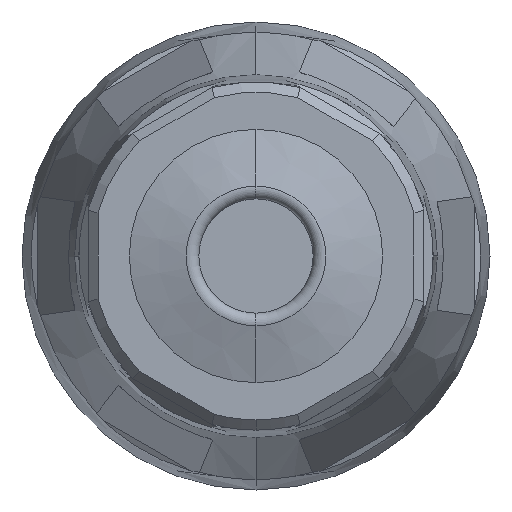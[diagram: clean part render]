
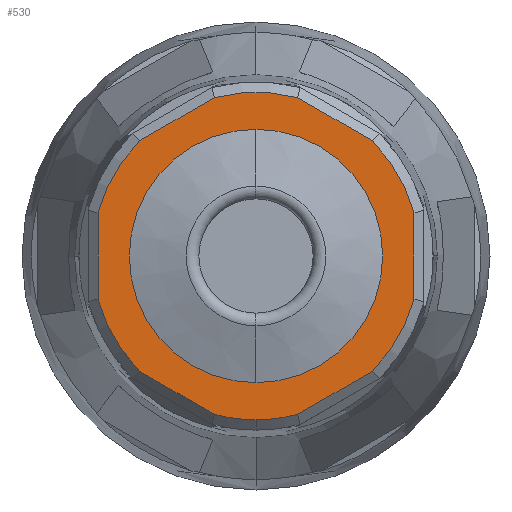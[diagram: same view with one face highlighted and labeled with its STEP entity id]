
A CAD part, left-side view. The second image highlights one B-rep face of the part: STEP entity #530.
In plain terms, the highlighted planar face has unit normal (-1, 0, 0).
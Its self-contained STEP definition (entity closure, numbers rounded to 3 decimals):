
#17 = AXIS2_PLACEMENT_3D ( 'NONE', #1550, #3839, #1883 ) ;
#53 = ORIENTED_EDGE ( 'NONE', *, *, #1349, .T. ) ;
#61 = ORIENTED_EDGE ( 'NONE', *, *, #392, .T. ) ;
#68 = VERTEX_POINT ( 'NONE', #4088 ) ;
#104 = VERTEX_POINT ( 'NONE', #524 ) ;
#112 = VERTEX_POINT ( 'NONE', #3147 ) ;
#161 = CARTESIAN_POINT ( 'NONE',  ( -47.7, 11.699, -11.606 ) ) ;
#196 = CIRCLE ( 'NONE', #299, 16.479 ) ;
#237 = ORIENTED_EDGE ( 'NONE', *, *, #2211, .T. ) ;
#257 = CIRCLE ( 'NONE', #2157, 16.479 ) ;
#261 = CARTESIAN_POINT ( 'NONE',  ( -47.7, 15.9, -4.543 ) ) ;
#275 = ORIENTED_EDGE ( 'NONE', *, *, #2059, .T. ) ;
#281 = VERTEX_POINT ( 'NONE', #2917 ) ;
#299 = AXIS2_PLACEMENT_3D ( 'NONE', #669, #2468, #532 ) ;
#314 = FACE_OUTER_BOUND ( 'NONE', #533, .T. ) ;
#320 = DIRECTION ( 'NONE',  ( -1., 0., 0. ) ) ;
#335 = ORIENTED_EDGE ( 'NONE', *, *, #3460, .F. ) ;
#353 = VECTOR ( 'NONE', #3518, 1000. ) ;
#357 = CARTESIAN_POINT ( 'NONE',  ( -47.7, 0., -12.75 ) ) ;
#359 = LINE ( 'NONE', #2466, #2844 ) ;
#392 = EDGE_CURVE ( 'NONE', #3579, #1346, #1459, .T. ) ;
#398 = VERTEX_POINT ( 'NONE', #2663 ) ;
#524 = CARTESIAN_POINT ( 'NONE',  ( -47.7, -11.699, 11.606 ) ) ;
#530 = ADVANCED_FACE ( 'NONE', ( #314, #3660 ), #547, .T. ) ;
#532 = DIRECTION ( 'NONE',  ( 0., 0., 1. ) ) ;
#533 = EDGE_LOOP ( 'NONE', ( #3619, #2036, #3717, #275, #53, #61, #2735, #2687, #2520, #237, #3211, #1544, #1033 ) ) ;
#545 = CARTESIAN_POINT ( 'NONE',  ( -47.7, 4.201, -15.934 ) ) ;
#547 = PLANE ( 'NONE',  #3684 ) ;
#564 = CIRCLE ( 'NONE', #17, 16.479 ) ;
#622 = CARTESIAN_POINT ( 'NONE',  ( -47.7, -11.699, -11.606 ) ) ;
#669 = CARTESIAN_POINT ( 'NONE',  ( -47.7, 0., 0. ) ) ;
#733 = CARTESIAN_POINT ( 'NONE',  ( -47.7, 0., 0. ) ) ;
#814 = AXIS2_PLACEMENT_3D ( 'NONE', #3292, #1354, #3630 ) ;
#850 = VERTEX_POINT ( 'NONE', #161 ) ;
#875 = DIRECTION ( 'NONE',  ( -1., 0., 0. ) ) ;
#892 = CARTESIAN_POINT ( 'NONE',  ( -47.7, 4.016, -16.041 ) ) ;
#917 = VERTEX_POINT ( 'NONE', #545 ) ;
#924 = CARTESIAN_POINT ( 'NONE',  ( -47.7, 11.699, 11.606 ) ) ;
#946 = AXIS2_PLACEMENT_3D ( 'NONE', #733, #2970, #1041 ) ;
#966 = DIRECTION ( 'NONE',  ( -1., 0., 0. ) ) ;
#994 = VERTEX_POINT ( 'NONE', #924 ) ;
#1033 = ORIENTED_EDGE ( 'NONE', *, *, #1082, .T. ) ;
#1041 = DIRECTION ( 'NONE',  ( 0., 0., 1. ) ) ;
#1058 = EDGE_LOOP ( 'NONE', ( #2633, #335 ) ) ;
#1082 = EDGE_CURVE ( 'NONE', #281, #850, #2115, .T. ) ;
#1202 = CARTESIAN_POINT ( 'NONE',  ( -47.7, 0., 0. ) ) ;
#1223 = LINE ( 'NONE', #261, #353 ) ;
#1317 = DIRECTION ( 'NONE',  ( -1., 0., 0. ) ) ;
#1337 = VERTEX_POINT ( 'NONE', #2505 ) ;
#1346 = VERTEX_POINT ( 'NONE', #4147 ) ;
#1349 = EDGE_CURVE ( 'NONE', #3631, #3579, #564, .T. ) ;
#1354 = DIRECTION ( 'NONE',  ( -1., 0., 0. ) ) ;
#1386 = EDGE_CURVE ( 'NONE', #2490, #281, #1223, .T. ) ;
#1399 = VECTOR ( 'NONE', #1864, 1000. ) ;
#1408 = CIRCLE ( 'NONE', #4162, 16.479 ) ;
#1459 = LINE ( 'NONE', #2971, #3975 ) ;
#1491 = DIRECTION ( 'NONE',  ( 0., 0.866, 0.5 ) ) ;
#1512 = DIRECTION ( 'NONE',  ( 0., 0., 1. ) ) ;
#1544 = ORIENTED_EDGE ( 'NONE', *, *, #1386, .T. ) ;
#1550 = CARTESIAN_POINT ( 'NONE',  ( -47.7, 0., 0. ) ) ;
#1651 = DIRECTION ( 'NONE',  ( -1., 0., 0. ) ) ;
#1655 = VECTOR ( 'NONE', #2493, 1000. ) ;
#1675 = EDGE_CURVE ( 'NONE', #994, #2490, #196, .T. ) ;
#1741 = CARTESIAN_POINT ( 'NONE',  ( -47.7, -11.884, -11.498 ) ) ;
#1864 = DIRECTION ( 'NONE',  ( 0., 0.866, -0.5 ) ) ;
#1883 = DIRECTION ( 'NONE',  ( 0., 0., 1. ) ) ;
#1944 = EDGE_CURVE ( 'NONE', #2691, #398, #257, .T. ) ;
#1979 = VERTEX_POINT ( 'NONE', #357 ) ;
#2036 = ORIENTED_EDGE ( 'NONE', *, *, #3008, .T. ) ;
#2059 = EDGE_CURVE ( 'NONE', #398, #3631, #2323, .T. ) ;
#2070 = DIRECTION ( 'NONE',  ( 0., -0.866, 0.5 ) ) ;
#2115 = CIRCLE ( 'NONE', #3429, 16.479 ) ;
#2157 = AXIS2_PLACEMENT_3D ( 'NONE', #3614, #1651, #3947 ) ;
#2211 = EDGE_CURVE ( 'NONE', #68, #994, #4008, .T. ) ;
#2230 = CIRCLE ( 'NONE', #2730, 16.479 ) ;
#2258 = CARTESIAN_POINT ( 'NONE',  ( -47.7, 0., 0. ) ) ;
#2274 = CIRCLE ( 'NONE', #946, 12.75 ) ;
#2323 = LINE ( 'NONE', #1741, #3960 ) ;
#2466 = CARTESIAN_POINT ( 'NONE',  ( -47.7, -4.016, 16.041 ) ) ;
#2468 = DIRECTION ( 'NONE',  ( -1., 0., 0. ) ) ;
#2488 = EDGE_CURVE ( 'NONE', #104, #112, #359, .T. ) ;
#2490 = VERTEX_POINT ( 'NONE', #3443 ) ;
#2492 = CARTESIAN_POINT ( 'NONE',  ( -47.7, 0., -16.479 ) ) ;
#2493 = DIRECTION ( 'NONE',  ( 0., -0.866, -0.5 ) ) ;
#2505 = CARTESIAN_POINT ( 'NONE',  ( -47.7, 0., 12.75 ) ) ;
#2520 = ORIENTED_EDGE ( 'NONE', *, *, #2934, .T. ) ;
#2578 = DIRECTION ( 'NONE',  ( 0., 0., 1. ) ) ;
#2604 = AXIS2_PLACEMENT_3D ( 'NONE', #1202, #3472, #1512 ) ;
#2633 = ORIENTED_EDGE ( 'NONE', *, *, #3787, .F. ) ;
#2663 = CARTESIAN_POINT ( 'NONE',  ( -47.7, -4.201, -15.934 ) ) ;
#2687 = ORIENTED_EDGE ( 'NONE', *, *, #2488, .T. ) ;
#2691 = VERTEX_POINT ( 'NONE', #2492 ) ;
#2730 = AXIS2_PLACEMENT_3D ( 'NONE', #2886, #966, #3228 ) ;
#2735 = ORIENTED_EDGE ( 'NONE', *, *, #3661, .T. ) ;
#2805 = CARTESIAN_POINT ( 'NONE',  ( -47.7, 23.55, 0. ) ) ;
#2839 = CIRCLE ( 'NONE', #814, 16.479 ) ;
#2844 = VECTOR ( 'NONE', #1491, 1000. ) ;
#2886 = CARTESIAN_POINT ( 'NONE',  ( -47.7, 0., 0. ) ) ;
#2917 = CARTESIAN_POINT ( 'NONE',  ( -47.7, 15.9, -4.328 ) ) ;
#2934 = EDGE_CURVE ( 'NONE', #112, #68, #1408, .T. ) ;
#2970 = DIRECTION ( 'NONE',  ( -1., 0., 0. ) ) ;
#2971 = CARTESIAN_POINT ( 'NONE',  ( -47.7, -15.9, 4.543 ) ) ;
#3008 = EDGE_CURVE ( 'NONE', #917, #2691, #2839, .T. ) ;
#3124 = DIRECTION ( 'NONE',  ( 0., 0., 1. ) ) ;
#3144 = CARTESIAN_POINT ( 'NONE',  ( -47.7, -15.9, -4.328 ) ) ;
#3147 = CARTESIAN_POINT ( 'NONE',  ( -47.7, -4.201, 15.934 ) ) ;
#3211 = ORIENTED_EDGE ( 'NONE', *, *, #1675, .T. ) ;
#3228 = DIRECTION ( 'NONE',  ( 0., 0., 1. ) ) ;
#3264 = CARTESIAN_POINT ( 'NONE',  ( -47.7, 0., 0. ) ) ;
#3292 = CARTESIAN_POINT ( 'NONE',  ( -47.7, 0., 0. ) ) ;
#3429 = AXIS2_PLACEMENT_3D ( 'NONE', #2258, #320, #2578 ) ;
#3443 = CARTESIAN_POINT ( 'NONE',  ( -47.7, 15.9, 4.328 ) ) ;
#3460 = EDGE_CURVE ( 'NONE', #1337, #1979, #3607, .T. ) ;
#3472 = DIRECTION ( 'NONE',  ( -1., 0., 0. ) ) ;
#3518 = DIRECTION ( 'NONE',  ( 0., 0., -1. ) ) ;
#3558 = EDGE_CURVE ( 'NONE', #850, #917, #4166, .T. ) ;
#3579 = VERTEX_POINT ( 'NONE', #3144 ) ;
#3594 = DIRECTION ( 'NONE',  ( 0., 0., 1. ) ) ;
#3607 = CIRCLE ( 'NONE', #2604, 12.75 ) ;
#3614 = CARTESIAN_POINT ( 'NONE',  ( -47.7, 0., 0. ) ) ;
#3619 = ORIENTED_EDGE ( 'NONE', *, *, #3558, .T. ) ;
#3630 = DIRECTION ( 'NONE',  ( 0., 0., 1. ) ) ;
#3631 = VERTEX_POINT ( 'NONE', #622 ) ;
#3660 = FACE_BOUND ( 'NONE', #1058, .T. ) ;
#3661 = EDGE_CURVE ( 'NONE', #1346, #104, #2230, .T. ) ;
#3684 = AXIS2_PLACEMENT_3D ( 'NONE', #2805, #875, #3124 ) ;
#3717 = ORIENTED_EDGE ( 'NONE', *, *, #1944, .T. ) ;
#3787 = EDGE_CURVE ( 'NONE', #1979, #1337, #2274, .T. ) ;
#3813 = CARTESIAN_POINT ( 'NONE',  ( -47.7, 11.884, 11.498 ) ) ;
#3839 = DIRECTION ( 'NONE',  ( -1., 0., 0. ) ) ;
#3947 = DIRECTION ( 'NONE',  ( 0., 0., 1. ) ) ;
#3960 = VECTOR ( 'NONE', #2070, 1000. ) ;
#3975 = VECTOR ( 'NONE', #3983, 1000. ) ;
#3983 = DIRECTION ( 'NONE',  ( 0., 0., 1. ) ) ;
#4008 = LINE ( 'NONE', #3813, #1399 ) ;
#4088 = CARTESIAN_POINT ( 'NONE',  ( -47.7, 4.201, 15.934 ) ) ;
#4147 = CARTESIAN_POINT ( 'NONE',  ( -47.7, -15.9, 4.328 ) ) ;
#4162 = AXIS2_PLACEMENT_3D ( 'NONE', #3264, #1317, #3594 ) ;
#4166 = LINE ( 'NONE', #892, #1655 ) ;
